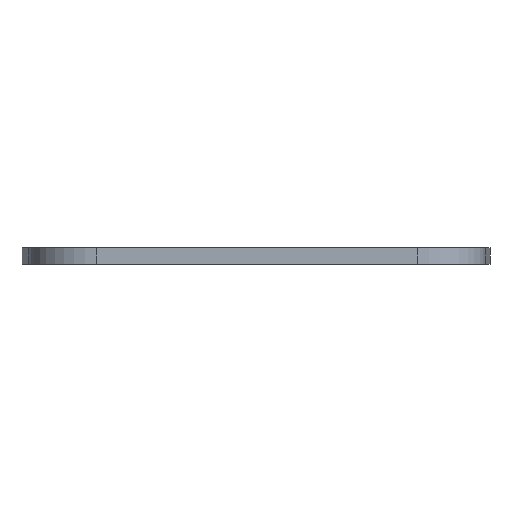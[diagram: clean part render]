
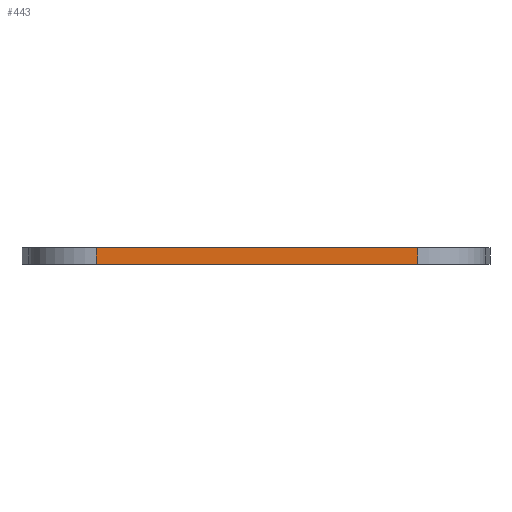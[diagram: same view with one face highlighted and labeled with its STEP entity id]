
A CAD part, left-side view. The second image highlights one B-rep face of the part: STEP entity #443.
In plain terms, the highlighted planar face has unit normal (-1, 0, 0).
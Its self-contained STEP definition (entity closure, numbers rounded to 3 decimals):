
#6 = VERTEX_POINT ( 'NONE', #144 ) ;
#12 = VECTOR ( 'NONE', #586, 1000. ) ;
#32 = ORIENTED_EDGE ( 'NONE', *, *, #358, .T. ) ;
#102 = FACE_OUTER_BOUND ( 'NONE', #522, .T. ) ;
#110 = CARTESIAN_POINT ( 'NONE',  ( -5.96, -3.476, 0. ) ) ;
#120 = LINE ( 'NONE', #556, #332 ) ;
#121 = VERTEX_POINT ( 'NONE', #469 ) ;
#139 = AXIS2_PLACEMENT_3D ( 'NONE', #807, #619, #611 ) ;
#144 = CARTESIAN_POINT ( 'NONE',  ( -5.96, 53.532, 3. ) ) ;
#147 = ORIENTED_EDGE ( 'NONE', *, *, #808, .T. ) ;
#288 = CARTESIAN_POINT ( 'NONE',  ( -5.96, 53.532, 0. ) ) ;
#297 = LINE ( 'NONE', #552, #682 ) ;
#319 = ORIENTED_EDGE ( 'NONE', *, *, #352, .F. ) ;
#332 = VECTOR ( 'NONE', #428, 1000. ) ;
#343 = PLANE ( 'NONE',  #139 ) ;
#352 = EDGE_CURVE ( 'NONE', #6, #121, #648, .T. ) ;
#358 = EDGE_CURVE ( 'NONE', #6, #602, #518, .T. ) ;
#428 = DIRECTION ( 'NONE',  ( 0., 0., 1. ) ) ;
#443 = ADVANCED_FACE ( 'NONE', ( #102 ), #343, .F. ) ;
#469 = CARTESIAN_POINT ( 'NONE',  ( -5.96, -3.476, 3. ) ) ;
#518 = LINE ( 'NONE', #523, #664 ) ;
#522 = EDGE_LOOP ( 'NONE', ( #576, #147, #319, #32 ) ) ;
#523 = CARTESIAN_POINT ( 'NONE',  ( -5.96, 53.532, 3. ) ) ;
#552 = CARTESIAN_POINT ( 'NONE',  ( -5.96, -14.472, 0. ) ) ;
#556 = CARTESIAN_POINT ( 'NONE',  ( -5.96, -3.476, 3. ) ) ;
#576 = ORIENTED_EDGE ( 'NONE', *, *, #716, .T. ) ;
#586 = DIRECTION ( 'NONE',  ( 0., -1., 0. ) ) ;
#602 = VERTEX_POINT ( 'NONE', #288 ) ;
#611 = DIRECTION ( 'NONE',  ( 0., 1., 0. ) ) ;
#619 = DIRECTION ( 'NONE',  ( 1., 0., 0. ) ) ;
#648 = LINE ( 'NONE', #727, #12 ) ;
#662 = DIRECTION ( 'NONE',  ( 0., 0., -1. ) ) ;
#664 = VECTOR ( 'NONE', #662, 1000. ) ;
#672 = DIRECTION ( 'NONE',  ( 0., -1., 0. ) ) ;
#682 = VECTOR ( 'NONE', #672, 1000. ) ;
#716 = EDGE_CURVE ( 'NONE', #602, #721, #297, .T. ) ;
#721 = VERTEX_POINT ( 'NONE', #110 ) ;
#727 = CARTESIAN_POINT ( 'NONE',  ( -5.96, -14.472, 3. ) ) ;
#807 = CARTESIAN_POINT ( 'NONE',  ( -5.96, -14.472, 3. ) ) ;
#808 = EDGE_CURVE ( 'NONE', #721, #121, #120, .T. ) ;
